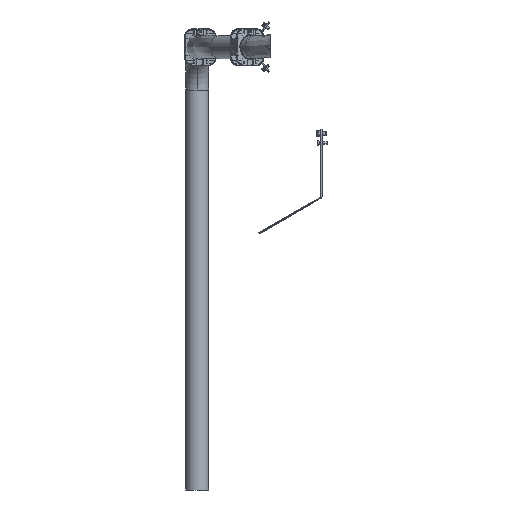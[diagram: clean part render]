
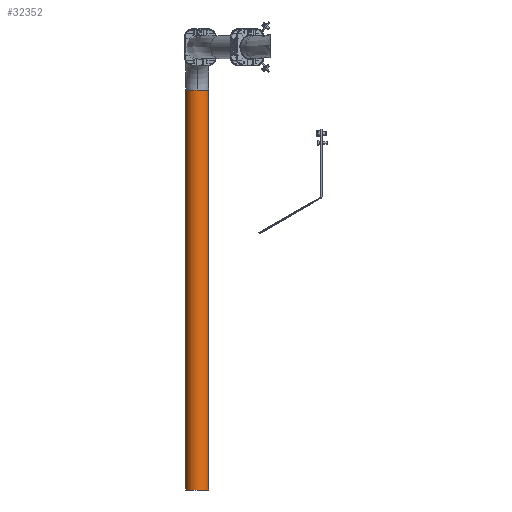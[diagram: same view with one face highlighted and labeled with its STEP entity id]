
A CAD part, left-side view. The second image highlights one B-rep face of the part: STEP entity #32352.
In plain terms, the highlighted cylindrical face has radius 40 mm (diameter 80 mm), a partial arc.
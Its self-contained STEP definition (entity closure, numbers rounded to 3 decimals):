
#3451 = EDGE_CURVE ( 'NONE', #130413, #136538, #149084, .T. ) ;
#4429 = DIRECTION ( 'NONE',  ( 0., 0., 1. ) ) ;
#14484 = EDGE_CURVE ( 'NONE', #136538, #139543, #129824, .T. ) ;
#14843 = VERTEX_POINT ( 'NONE', #73269 ) ;
#15418 = DIRECTION ( 'NONE',  ( 1., 0., 0. ) ) ;
#16175 = CARTESIAN_POINT ( 'NONE',  ( 2290.366, 295.174, 2110. ) ) ;
#16498 = LINE ( 'NONE', #131756, #141568 ) ;
#17562 = AXIS2_PLACEMENT_3D ( 'NONE', #146485, #4429, #15418 ) ;
#18319 = DIRECTION ( 'NONE',  ( 0., 0., -1. ) ) ;
#20007 = CARTESIAN_POINT ( 'NONE',  ( 2290.366, 335.174, 2110. ) ) ;
#26740 = EDGE_CURVE ( 'NONE', #153239, #139543, #42070, .T. ) ;
#27087 = DIRECTION ( 'NONE',  ( 0., 0., -1. ) ) ;
#29165 = CARTESIAN_POINT ( 'NONE',  ( 2290.366, 335.174, 2110. ) ) ;
#32352 = ADVANCED_FACE ( 'NONE', ( #107482 ), #133600, .T. ) ;
#42070 = CIRCLE ( 'NONE', #157530, 40. ) ;
#46988 = VECTOR ( 'NONE', #27087, 1000. ) ;
#52596 = CIRCLE ( 'NONE', #143838, 40. ) ;
#53591 = ORIENTED_EDGE ( 'NONE', *, *, #26740, .T. ) ;
#56910 = DIRECTION ( 'NONE',  ( 1., 0., 0. ) ) ;
#58558 = DIRECTION ( 'NONE',  ( 0., 0., 1. ) ) ;
#71312 = DIRECTION ( 'NONE',  ( 0., 1., 0. ) ) ;
#73269 = CARTESIAN_POINT ( 'NONE',  ( 2290.366, 375.174, 2110. ) ) ;
#75771 = CARTESIAN_POINT ( 'NONE',  ( 2250.366, 335.174, 2110. ) ) ;
#81324 = DIRECTION ( 'NONE',  ( 0., 0., 1. ) ) ;
#86243 = ORIENTED_EDGE ( 'NONE', *, *, #144482, .T. ) ;
#93123 = DIRECTION ( 'NONE',  ( 1., 0., 0. ) ) ;
#100707 = ORIENTED_EDGE ( 'NONE', *, *, #151809, .F. ) ;
#101558 = EDGE_LOOP ( 'NONE', ( #109037, #128574, #100707, #86243, #53591 ) ) ;
#102104 = AXIS2_PLACEMENT_3D ( 'NONE', #20007, #18319, #71312 ) ;
#106442 = DIRECTION ( 'NONE',  ( 0., 0., -1. ) ) ;
#107482 = FACE_OUTER_BOUND ( 'NONE', #101558, .T. ) ;
#109037 = ORIENTED_EDGE ( 'NONE', *, *, #14484, .F. ) ;
#128173 = CARTESIAN_POINT ( 'NONE',  ( 2290.366, 295.174, 2110. ) ) ;
#128574 = ORIENTED_EDGE ( 'NONE', *, *, #3451, .F. ) ;
#129824 = LINE ( 'NONE', #16175, #46988 ) ;
#130413 = VERTEX_POINT ( 'NONE', #75771 ) ;
#131756 = CARTESIAN_POINT ( 'NONE',  ( 2290.366, 375.174, 2110. ) ) ;
#133600 = CYLINDRICAL_SURFACE ( 'NONE', #102104, 40. ) ;
#135161 = CARTESIAN_POINT ( 'NONE',  ( 2290.366, 335.174, 710. ) ) ;
#136415 = CARTESIAN_POINT ( 'NONE',  ( 2290.366, 295.174, 710. ) ) ;
#136538 = VERTEX_POINT ( 'NONE', #128173 ) ;
#136644 = CARTESIAN_POINT ( 'NONE',  ( 2290.366, 375.174, 710. ) ) ;
#139543 = VERTEX_POINT ( 'NONE', #136415 ) ;
#141568 = VECTOR ( 'NONE', #106442, 1000. ) ;
#143838 = AXIS2_PLACEMENT_3D ( 'NONE', #29165, #81324, #93123 ) ;
#144482 = EDGE_CURVE ( 'NONE', #14843, #153239, #16498, .T. ) ;
#146485 = CARTESIAN_POINT ( 'NONE',  ( 2290.366, 335.174, 2110. ) ) ;
#149084 = CIRCLE ( 'NONE', #17562, 40. ) ;
#151809 = EDGE_CURVE ( 'NONE', #14843, #130413, #52596, .T. ) ;
#153239 = VERTEX_POINT ( 'NONE', #136644 ) ;
#157530 = AXIS2_PLACEMENT_3D ( 'NONE', #135161, #58558, #56910 ) ;
